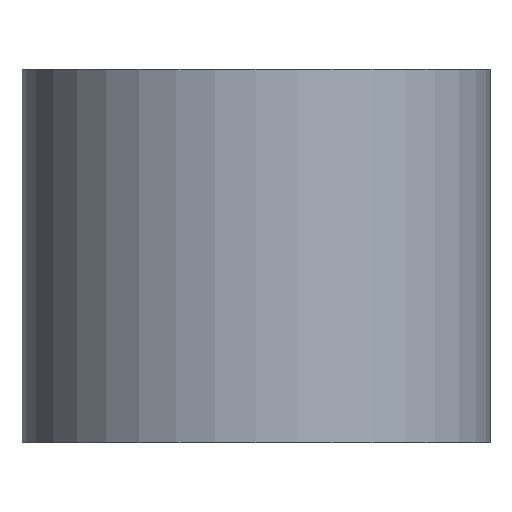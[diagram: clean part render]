
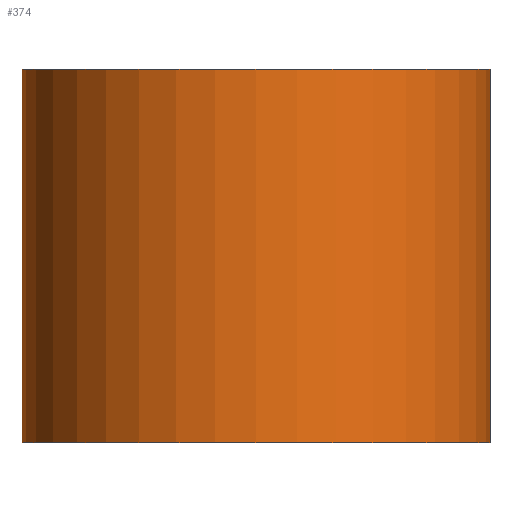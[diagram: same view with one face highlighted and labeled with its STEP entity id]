
A CAD part, front view. The second image highlights one B-rep face of the part: STEP entity #374.
In plain terms, the highlighted cylindrical face has radius 9.944 mm (diameter 19.888 mm), a partial arc.
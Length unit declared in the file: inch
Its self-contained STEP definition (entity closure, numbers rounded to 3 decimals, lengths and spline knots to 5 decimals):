
#13 = DIRECTION ( 'NONE',  ( 0., 0., -1. ) ) ;
#50 = CARTESIAN_POINT ( 'NONE',  ( -0.048, -1.218, 0.3125 ) ) ;
#55 = DIRECTION ( 'NONE',  ( 1., 0., 0. ) ) ;
#60 = VERTEX_POINT ( 'NONE', #427 ) ;
#61 = DIRECTION ( 'NONE',  ( 0., 0., -1. ) ) ;
#89 = CARTESIAN_POINT ( 'NONE',  ( 0.3435, -0.8265, -0.3125 ) ) ;
#107 = DIRECTION ( 'NONE',  ( 0., 0., -1. ) ) ;
#125 = AXIS2_PLACEMENT_3D ( 'NONE', #354, #13, #179 ) ;
#133 = LINE ( 'NONE', #509, #361 ) ;
#135 = EDGE_CURVE ( 'NONE', #441, #60, #323, .T. ) ;
#179 = DIRECTION ( 'NONE',  ( -1., 0., 0. ) ) ;
#183 = ORIENTED_EDGE ( 'NONE', *, *, #548, .F. ) ;
#209 = EDGE_LOOP ( 'NONE', ( #402, #183, #310, #216 ) ) ;
#210 = VERTEX_POINT ( 'NONE', #287 ) ;
#216 = ORIENTED_EDGE ( 'NONE', *, *, #394, .T. ) ;
#230 = CARTESIAN_POINT ( 'NONE',  ( 0.3435, -1.218, 0.3125 ) ) ;
#244 = FACE_OUTER_BOUND ( 'NONE', #209, .T. ) ;
#257 = CIRCLE ( 'NONE', #314, 0.3915 ) ;
#276 = DIRECTION ( 'NONE',  ( 1., 0., 0. ) ) ;
#284 = CARTESIAN_POINT ( 'NONE',  ( 0.3435, -1.218, -0.3125 ) ) ;
#286 = EDGE_CURVE ( 'NONE', #514, #210, #257, .T. ) ;
#287 = CARTESIAN_POINT ( 'NONE',  ( -0.048, -1.218, -0.3125 ) ) ;
#310 = ORIENTED_EDGE ( 'NONE', *, *, #135, .T. ) ;
#314 = AXIS2_PLACEMENT_3D ( 'NONE', #284, #61, #55 ) ;
#323 = CIRCLE ( 'NONE', #437, 0.3915 ) ;
#328 = CYLINDRICAL_SURFACE ( 'NONE', #125, 0.3915 ) ;
#340 = VECTOR ( 'NONE', #107, 39.37008 ) ;
#354 = CARTESIAN_POINT ( 'NONE',  ( 0.3435, -1.218, 0.3125 ) ) ;
#361 = VECTOR ( 'NONE', #463, 39.37008 ) ;
#374 = ADVANCED_FACE ( 'NONE', ( #244 ), #328, .T. ) ;
#394 = EDGE_CURVE ( 'NONE', #60, #210, #557, .T. ) ;
#402 = ORIENTED_EDGE ( 'NONE', *, *, #286, .F. ) ;
#427 = CARTESIAN_POINT ( 'NONE',  ( -0.048, -1.218, 0.3125 ) ) ;
#437 = AXIS2_PLACEMENT_3D ( 'NONE', #230, #523, #276 ) ;
#441 = VERTEX_POINT ( 'NONE', #474 ) ;
#463 = DIRECTION ( 'NONE',  ( 0., 0., -1. ) ) ;
#474 = CARTESIAN_POINT ( 'NONE',  ( 0.3435, -0.8265, 0.3125 ) ) ;
#509 = CARTESIAN_POINT ( 'NONE',  ( 0.3435, -0.8265, 0.3125 ) ) ;
#514 = VERTEX_POINT ( 'NONE', #89 ) ;
#523 = DIRECTION ( 'NONE',  ( 0., 0., -1. ) ) ;
#548 = EDGE_CURVE ( 'NONE', #441, #514, #133, .T. ) ;
#557 = LINE ( 'NONE', #50, #340 ) ;
